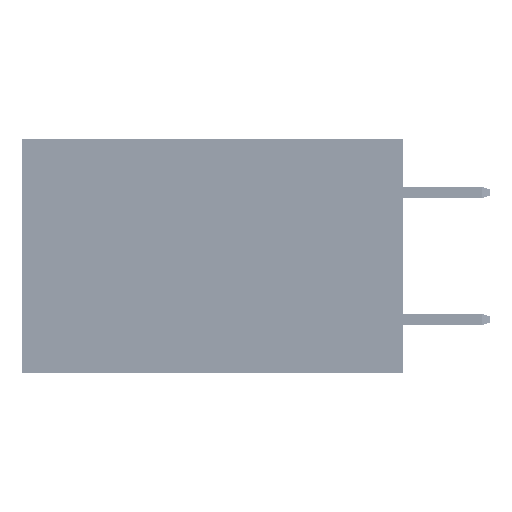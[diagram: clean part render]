
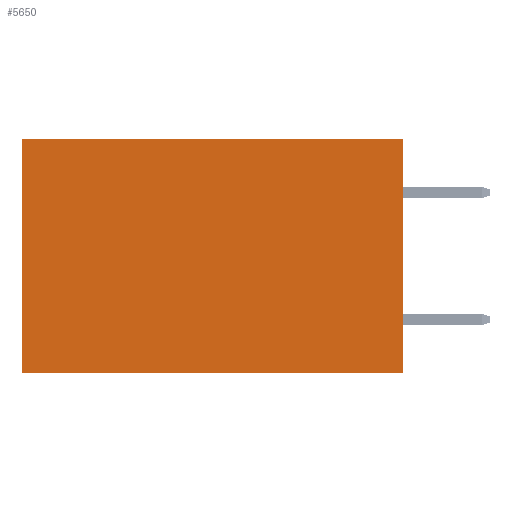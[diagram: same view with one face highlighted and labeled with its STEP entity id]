
A CAD part, left-side view. The second image highlights one B-rep face of the part: STEP entity #5650.
In plain terms, the highlighted planar face has unit normal (-1, 0, 0).
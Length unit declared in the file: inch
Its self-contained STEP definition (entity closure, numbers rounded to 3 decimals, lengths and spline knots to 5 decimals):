
#994 = DIRECTION ( 'NONE',  ( 0., 0., -1. ) ) ;
#2664 = AXIS2_PLACEMENT_3D ( 'NONE', #33743, #2930, #29400 ) ;
#2930 = DIRECTION ( 'NONE',  ( 1., 0., 0. ) ) ;
#3041 = EDGE_CURVE ( 'NONE', #28975, #26433, #15012, .T. ) ;
#5650 = ADVANCED_FACE ( 'NONE', ( #36794 ), #49536, .F. ) ;
#7128 = DIRECTION ( 'NONE',  ( 0., 0., -1. ) ) ;
#8137 = DIRECTION ( 'NONE',  ( 0., 1., 0. ) ) ;
#8973 = EDGE_LOOP ( 'NONE', ( #36190, #20922, #10557, #16029 ) ) ;
#10088 = EDGE_CURVE ( 'NONE', #26433, #24279, #21326, .T. ) ;
#10557 = ORIENTED_EDGE ( 'NONE', *, *, #3041, .F. ) ;
#11344 = VECTOR ( 'NONE', #994, 39.37008 ) ;
#13687 = DIRECTION ( 'NONE',  ( 0., 1., 0. ) ) ;
#14226 = EDGE_CURVE ( 'NONE', #28975, #30464, #19859, .T. ) ;
#15012 = LINE ( 'NONE', #39214, #49644 ) ;
#16029 = ORIENTED_EDGE ( 'NONE', *, *, #14226, .T. ) ;
#16526 = VECTOR ( 'NONE', #8137, 39.37008 ) ;
#19124 = EDGE_CURVE ( 'NONE', #30464, #24279, #35141, .T. ) ;
#19488 = CARTESIAN_POINT ( 'NONE',  ( 0.2875, 0.6, -0.37 ) ) ;
#19859 = LINE ( 'NONE', #31826, #16526 ) ;
#20922 = ORIENTED_EDGE ( 'NONE', *, *, #10088, .F. ) ;
#21326 = LINE ( 'NONE', #36898, #22315 ) ;
#22315 = VECTOR ( 'NONE', #13687, 39.37008 ) ;
#23669 = CARTESIAN_POINT ( 'NONE',  ( 0.2875, 0., -0.37 ) ) ;
#24279 = VERTEX_POINT ( 'NONE', #19488 ) ;
#26433 = VERTEX_POINT ( 'NONE', #23669 ) ;
#28219 = CARTESIAN_POINT ( 'NONE',  ( 0.2875, 0.6, 0. ) ) ;
#28272 = CARTESIAN_POINT ( 'NONE',  ( 0.2875, 0., 0. ) ) ;
#28975 = VERTEX_POINT ( 'NONE', #28272 ) ;
#29400 = DIRECTION ( 'NONE',  ( 0., 0., -1. ) ) ;
#30464 = VERTEX_POINT ( 'NONE', #46356 ) ;
#31826 = CARTESIAN_POINT ( 'NONE',  ( 0.2875, 0., 0. ) ) ;
#33743 = CARTESIAN_POINT ( 'NONE',  ( 0.2875, 0., 0. ) ) ;
#35141 = LINE ( 'NONE', #28219, #11344 ) ;
#36190 = ORIENTED_EDGE ( 'NONE', *, *, #19124, .T. ) ;
#36794 = FACE_OUTER_BOUND ( 'NONE', #8973, .T. ) ;
#36898 = CARTESIAN_POINT ( 'NONE',  ( 0.2875, 0., -0.37 ) ) ;
#39214 = CARTESIAN_POINT ( 'NONE',  ( 0.2875, 0., 0. ) ) ;
#46356 = CARTESIAN_POINT ( 'NONE',  ( 0.2875, 0.6, 0. ) ) ;
#49536 = PLANE ( 'NONE',  #2664 ) ;
#49644 = VECTOR ( 'NONE', #7128, 39.37008 ) ;
